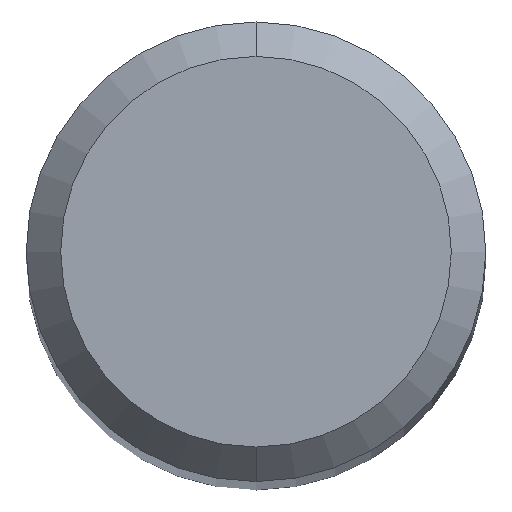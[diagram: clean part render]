
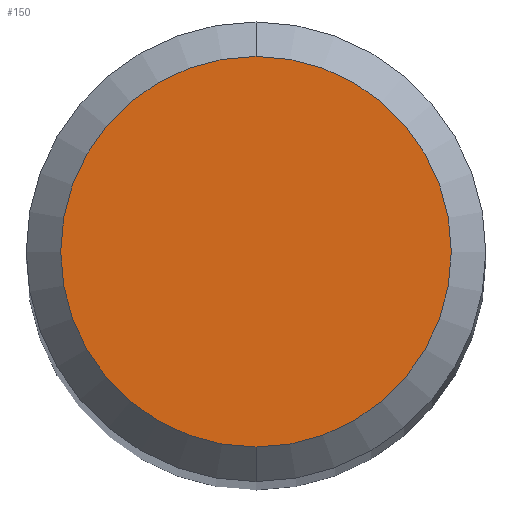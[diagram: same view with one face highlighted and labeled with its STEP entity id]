
A CAD part, top view. The second image highlights one B-rep face of the part: STEP entity #150.
In plain terms, the highlighted planar face has unit normal (0, 0, 1).
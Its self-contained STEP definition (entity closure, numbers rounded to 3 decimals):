
#106=VERTEX_POINT('',#259);
#110=EDGE_CURVE('',#114,#106,#264,.T.);
#114=VERTEX_POINT('',#268);
#150=ADVANCED_FACE('',(#309),#310,.T.);
#200=EDGE_CURVE('',#106,#114,#370,.T.);
#259=CARTESIAN_POINT('',(0.,-1.7,0.0));
#264=CIRCLE('',#430,1.7);
#268=CARTESIAN_POINT('',(0.0,1.7,0.0));
#309=FACE_OUTER_BOUND('',#485,.T.);
#310=PLANE('',#486);
#370=CIRCLE('',#559,1.7);
#430=AXIS2_PLACEMENT_3D('',#613,#614,#615);
#485=EDGE_LOOP('',(#670,#671));
#486=AXIS2_PLACEMENT_3D('',#672,#673,#674);
#559=AXIS2_PLACEMENT_3D('',#770,#771,#772);
#613=CARTESIAN_POINT('',(0.0,0.0,0.0));
#614=DIRECTION('',(0.0,0.0,-1.0));
#615=DIRECTION('',(0.0,1.0,0.0));
#670=ORIENTED_EDGE('',*,*,#110,.F.);
#671=ORIENTED_EDGE('',*,*,#200,.F.);
#672=CARTESIAN_POINT('',(0.0,0.85,0.0));
#673=DIRECTION('',(-0.0,0.0,1.0));
#674=DIRECTION('',(0.0,-1.0,0.0));
#770=CARTESIAN_POINT('',(0.0,0.0,0.0));
#771=DIRECTION('',(0.0,0.0,-1.0));
#772=DIRECTION('',(0.0,1.0,0.0));
